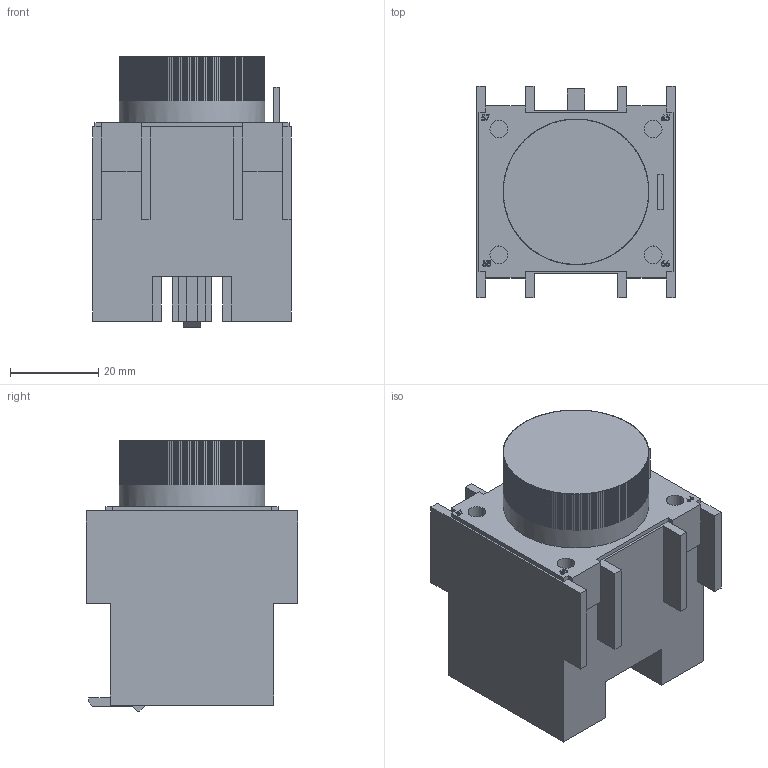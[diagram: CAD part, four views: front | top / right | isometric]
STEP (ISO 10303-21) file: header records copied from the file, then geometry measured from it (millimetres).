
FILE_DESCRIPTION (( 'STEP AP203' ), '1' );
FILE_NAME ('KPV20-11-3 Ïðèñòàâêà ÏÂÈ-23 çàäåðæêà íà âûêë. 0,1-3ñåê. 1ç+1ð ÈÝÊ.STEP', '2017-10-26T12:45:14', ( '' ), ( '' ), 'SwSTEP 2.0', 'SolidWorks 2014', '' );
FILE_SCHEMA (( 'CONFIG_CONTROL_DESIGN' ));
Length unit declared in the file: millimetre
Products named in the file (1): KPV20-11-3 Ïðèñòàâêà ÏÂÈ-23 çàäåðæêà íà âûêë. 0,1-3ñåê. 1ç+1ð ÈÝÊ
Bounding box: 45 x 48 x 61.5 mm (x, y, z)
Volume: 83357 mm3; surface area: 17107.1 mm2
Topology: 1 solids, 1 shells, 638 faces, 1825 edges, 1214 vertices
Faces by surface type: plane 360, cylinder 210, bspline 68
Full cylindrical faces by diameter (mm): 4 x8, 33 x1
Entity records: 24999 total; most frequent: CARTESIAN_POINT 7935, DIRECTION 3640, ORIENTED_EDGE 3630, EDGE_CURVE 1815, AXIS2_PLACEMENT_3D 1390, VERTEX_POINT 1213, VECTOR 860, LINE 860
